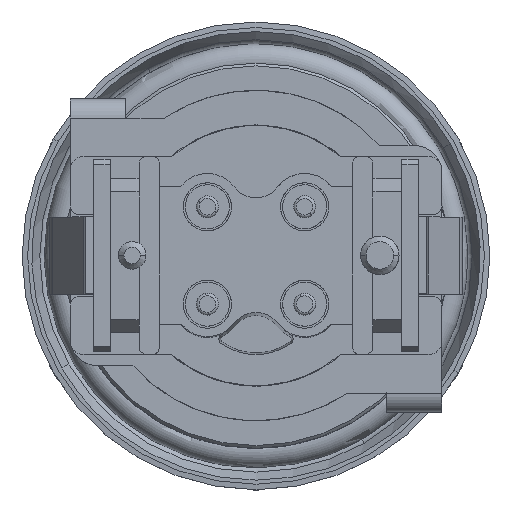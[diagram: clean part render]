
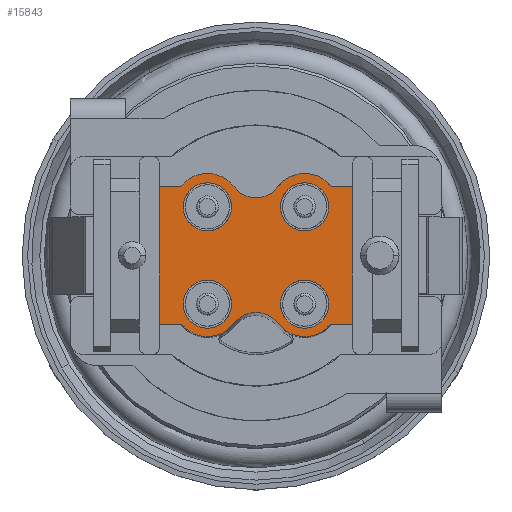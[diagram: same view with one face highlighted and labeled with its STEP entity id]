
A CAD part, top view. The second image highlights one B-rep face of the part: STEP entity #15843.
In plain terms, the highlighted planar face has unit normal (0, 0, 1).
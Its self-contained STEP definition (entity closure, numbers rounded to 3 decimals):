
#12355=AXIS2_PLACEMENT_3D('Circle Axis2P3D',#12353,#12354,$) ;
#14217=AXIS2_PLACEMENT_3D('Circle Axis2P3D',#14215,#14216,$) ;
#14249=AXIS2_PLACEMENT_3D('Circle Axis2P3D',#14247,#14248,$) ;
#14267=AXIS2_PLACEMENT_3D('Circle Axis2P3D',#14265,#14266,$) ;
#14299=AXIS2_PLACEMENT_3D('Circle Axis2P3D',#14297,#14298,$) ;
#14317=AXIS2_PLACEMENT_3D('Circle Axis2P3D',#14315,#14316,$) ;
#14349=AXIS2_PLACEMENT_3D('Circle Axis2P3D',#14347,#14348,$) ;
#14367=AXIS2_PLACEMENT_3D('Circle Axis2P3D',#14365,#14366,$) ;
#14399=AXIS2_PLACEMENT_3D('Circle Axis2P3D',#14397,#14398,$) ;
#15718=AXIS2_PLACEMENT_3D('Plane Axis2P3D',#15715,#15716,#15717) ;
#15738=AXIS2_PLACEMENT_3D('Circle Axis2P3D',#15736,#15737,$) ;
#15743=AXIS2_PLACEMENT_3D('Circle Axis2P3D',#15741,#15742,$) ;
#15787=AXIS2_PLACEMENT_3D('Circle Axis2P3D',#15785,#15786,$) ;
#12350=CARTESIAN_POINT('Vertex',(9.322,6.015,16.)) ;
#12353=CARTESIAN_POINT('Axis2P3D Location',(8.5,5.395,16.)) ;
#12357=CARTESIAN_POINT('Vertex',(7.678,6.015,16.)) ;
#14215=CARTESIAN_POINT('Axis2P3D Location',(6.732,10.263,16.)) ;
#14219=CARTESIAN_POINT('Vertex',(5.857,10.263,16.)) ;
#14221=CARTESIAN_POINT('Vertex',(7.607,10.263,16.)) ;
#14247=CARTESIAN_POINT('Axis2P3D Location',(6.732,10.263,16.)) ;
#14265=CARTESIAN_POINT('Axis2P3D Location',(6.732,6.727,16.)) ;
#14269=CARTESIAN_POINT('Vertex',(5.857,6.727,16.)) ;
#14271=CARTESIAN_POINT('Vertex',(7.607,6.727,16.)) ;
#14297=CARTESIAN_POINT('Axis2P3D Location',(6.732,6.727,16.)) ;
#14315=CARTESIAN_POINT('Axis2P3D Location',(10.268,10.263,16.)) ;
#14319=CARTESIAN_POINT('Vertex',(9.393,10.263,16.)) ;
#14321=CARTESIAN_POINT('Vertex',(11.143,10.263,16.)) ;
#14347=CARTESIAN_POINT('Axis2P3D Location',(10.268,10.263,16.)) ;
#14365=CARTESIAN_POINT('Axis2P3D Location',(10.268,6.727,16.)) ;
#14369=CARTESIAN_POINT('Vertex',(9.393,6.727,16.)) ;
#14371=CARTESIAN_POINT('Vertex',(11.143,6.727,16.)) ;
#14397=CARTESIAN_POINT('Axis2P3D Location',(10.268,6.727,16.)) ;
#15715=CARTESIAN_POINT('Axis2P3D Location',(10.125,8.495,16.)) ;
#15720=CARTESIAN_POINT('Line Origine',(5.,8.495,16.)) ;
#15724=CARTESIAN_POINT('Vertex',(5.,10.995,16.)) ;
#15726=CARTESIAN_POINT('Vertex',(5.,5.995,16.)) ;
#15729=CARTESIAN_POINT('Line Origine',(5.401,5.995,16.)) ;
#15733=CARTESIAN_POINT('Vertex',(5.802,5.995,16.)) ;
#15736=CARTESIAN_POINT('Axis2P3D Location',(6.732,6.727,16.)) ;
#15741=CARTESIAN_POINT('Axis2P3D Location',(10.268,6.727,16.)) ;
#15745=CARTESIAN_POINT('Vertex',(11.198,5.995,16.)) ;
#15748=CARTESIAN_POINT('Line Origine',(11.599,5.995,16.)) ;
#15752=CARTESIAN_POINT('Vertex',(12.,5.995,16.)) ;
#15755=CARTESIAN_POINT('Line Origine',(12.,8.495,16.)) ;
#15759=CARTESIAN_POINT('Vertex',(12.,10.995,16.)) ;
#15762=CARTESIAN_POINT('Line Origine',(11.618,10.995,16.)) ;
#15766=CARTESIAN_POINT('Vertex',(11.236,10.995,16.)) ;
#15770=CARTESIAN_POINT('Control Point',(11.236,10.995,16.)) ;
#15771=CARTESIAN_POINT('Control Point',(11.138,11.124,16.)) ;
#15772=CARTESIAN_POINT('Control Point',(11.019,11.237,16.)) ;
#15773=CARTESIAN_POINT('Control Point',(10.881,11.329,16.)) ;
#15774=CARTESIAN_POINT('Control Point',(10.582,11.463,16.)) ;
#15775=CARTESIAN_POINT('Control Point',(10.255,11.493,16.)) ;
#15776=CARTESIAN_POINT('Control Point',(10.09,11.48,16.)) ;
#15777=CARTESIAN_POINT('Control Point',(9.809,11.409,16.)) ;
#15778=CARTESIAN_POINT('Control Point',(9.561,11.261,16.)) ;
#15779=CARTESIAN_POINT('Control Point',(9.462,11.183,16.)) ;
#15780=CARTESIAN_POINT('Control Point',(9.374,11.093,16.)) ;
#15781=CARTESIAN_POINT('Control Point',(9.299,10.993,16.)) ;
#15782=CARTESIAN_POINT('Vertex',(9.299,10.993,16.)) ;
#15785=CARTESIAN_POINT('Axis2P3D Location',(8.5,11.595,16.)) ;
#15789=CARTESIAN_POINT('Vertex',(7.701,10.993,16.)) ;
#15793=CARTESIAN_POINT('Control Point',(7.701,10.993,16.)) ;
#15794=CARTESIAN_POINT('Control Point',(7.604,11.123,16.)) ;
#15795=CARTESIAN_POINT('Control Point',(7.485,11.236,16.)) ;
#15796=CARTESIAN_POINT('Control Point',(7.348,11.328,16.)) ;
#15797=CARTESIAN_POINT('Control Point',(7.049,11.462,16.)) ;
#15798=CARTESIAN_POINT('Control Point',(6.722,11.493,16.)) ;
#15799=CARTESIAN_POINT('Control Point',(6.557,11.48,16.)) ;
#15800=CARTESIAN_POINT('Control Point',(6.275,11.41,16.)) ;
#15801=CARTESIAN_POINT('Control Point',(6.027,11.262,16.)) ;
#15802=CARTESIAN_POINT('Control Point',(5.928,11.184,16.)) ;
#15803=CARTESIAN_POINT('Control Point',(5.84,11.095,16.)) ;
#15804=CARTESIAN_POINT('Control Point',(5.764,10.995,16.)) ;
#15805=CARTESIAN_POINT('Vertex',(5.764,10.995,16.)) ;
#15808=CARTESIAN_POINT('Line Origine',(5.382,10.995,16.)) ;
#12354=DIRECTION('Axis2P3D Direction',(0.,0.,1.)) ;
#14216=DIRECTION('Axis2P3D Direction',(0.,0.,-1.)) ;
#14248=DIRECTION('Axis2P3D Direction',(0.,0.,-1.)) ;
#14266=DIRECTION('Axis2P3D Direction',(0.,0.,-1.)) ;
#14298=DIRECTION('Axis2P3D Direction',(0.,0.,-1.)) ;
#14316=DIRECTION('Axis2P3D Direction',(0.,0.,-1.)) ;
#14348=DIRECTION('Axis2P3D Direction',(0.,0.,-1.)) ;
#14366=DIRECTION('Axis2P3D Direction',(0.,0.,-1.)) ;
#14398=DIRECTION('Axis2P3D Direction',(0.,0.,-1.)) ;
#15716=DIRECTION('Axis2P3D Direction',(0.,0.,-1.)) ;
#15717=DIRECTION('Axis2P3D XDirection',(0.,1.,0.)) ;
#15721=DIRECTION('Vector Direction',(0.,-1.,0.)) ;
#15730=DIRECTION('Vector Direction',(1.,0.,0.)) ;
#15737=DIRECTION('Axis2P3D Direction',(0.,0.,-1.)) ;
#15742=DIRECTION('Axis2P3D Direction',(0.,0.,-1.)) ;
#15749=DIRECTION('Vector Direction',(1.,0.,0.)) ;
#15756=DIRECTION('Vector Direction',(0.,-1.,0.)) ;
#15763=DIRECTION('Vector Direction',(-1.,0.,0.)) ;
#15786=DIRECTION('Axis2P3D Direction',(0.,0.,-1.)) ;
#15809=DIRECTION('Vector Direction',(-1.,0.,0.)) ;
#15722=VECTOR('Line Direction',#15721,1.) ;
#15731=VECTOR('Line Direction',#15730,1.) ;
#15750=VECTOR('Line Direction',#15749,1.) ;
#15757=VECTOR('Line Direction',#15756,1.) ;
#15764=VECTOR('Line Direction',#15763,1.) ;
#15810=VECTOR('Line Direction',#15809,1.) ;
#15814=ORIENTED_EDGE('',*,*,#15728,.T.) ;
#15815=ORIENTED_EDGE('',*,*,#15735,.T.) ;
#15816=ORIENTED_EDGE('',*,*,#15740,.T.) ;
#15817=ORIENTED_EDGE('',*,*,#12359,.T.) ;
#15818=ORIENTED_EDGE('',*,*,#15747,.T.) ;
#15819=ORIENTED_EDGE('',*,*,#15754,.T.) ;
#15820=ORIENTED_EDGE('',*,*,#15761,.F.) ;
#15821=ORIENTED_EDGE('',*,*,#15768,.T.) ;
#15822=ORIENTED_EDGE('',*,*,#15784,.T.) ;
#15823=ORIENTED_EDGE('',*,*,#15791,.T.) ;
#15824=ORIENTED_EDGE('',*,*,#15807,.T.) ;
#15825=ORIENTED_EDGE('',*,*,#15812,.T.) ;
#15828=ORIENTED_EDGE('',*,*,#14373,.T.) ;
#15829=ORIENTED_EDGE('',*,*,#14401,.T.) ;
#15832=ORIENTED_EDGE('',*,*,#14323,.T.) ;
#15833=ORIENTED_EDGE('',*,*,#14351,.T.) ;
#15836=ORIENTED_EDGE('',*,*,#14273,.T.) ;
#15837=ORIENTED_EDGE('',*,*,#14301,.T.) ;
#15840=ORIENTED_EDGE('',*,*,#14223,.T.) ;
#15841=ORIENTED_EDGE('',*,*,#14251,.T.) ;
#15830=FACE_BOUND('',#15827,.T.) ;
#15834=FACE_BOUND('',#15831,.T.) ;
#15838=FACE_BOUND('',#15835,.T.) ;
#15842=FACE_BOUND('',#15839,.T.) ;
#15843=ADVANCED_FACE('V1',(#15826,#15830,#15834,#15838,#15842),#15719,.F.) ;
#15769=B_SPLINE_CURVE_WITH_KNOTS('',5,(#15770,#15771,#15772,#15773,#15774,#15775,#15776,#15777,#15778,#15779,#15780,#15781),.UNSPECIFIED.,.F.,.U.,(6,3,3,6),(0.,1.145,2.29,3.172),.UNSPECIFIED.) ;
#15792=B_SPLINE_CURVE_WITH_KNOTS('',5,(#15793,#15794,#15795,#15796,#15797,#15798,#15799,#15800,#15801,#15802,#15803,#15804),.UNSPECIFIED.,.F.,.U.,(6,3,3,6),(0.,1.145,2.29,3.172),.UNSPECIFIED.) ;
#12356=CIRCLE('generated circle',#12355,1.03) ;
#14218=CIRCLE('generated circle',#14217,0.875) ;
#14250=CIRCLE('generated circle',#14249,0.875) ;
#14268=CIRCLE('generated circle',#14267,0.875) ;
#14300=CIRCLE('generated circle',#14299,0.875) ;
#14318=CIRCLE('generated circle',#14317,0.875) ;
#14350=CIRCLE('generated circle',#14349,0.875) ;
#14368=CIRCLE('generated circle',#14367,0.875) ;
#14400=CIRCLE('generated circle',#14399,0.875) ;
#15739=CIRCLE('generated circle',#15738,1.184) ;
#15744=CIRCLE('generated circle',#15743,1.184) ;
#15788=CIRCLE('generated circle',#15787,1.) ;
#12359=EDGE_CURVE('',#12358,#12351,#12356,.F.) ;
#14223=EDGE_CURVE('',#14220,#14222,#14218,.T.) ;
#14251=EDGE_CURVE('',#14222,#14220,#14250,.T.) ;
#14273=EDGE_CURVE('',#14270,#14272,#14268,.T.) ;
#14301=EDGE_CURVE('',#14272,#14270,#14300,.T.) ;
#14323=EDGE_CURVE('',#14320,#14322,#14318,.T.) ;
#14351=EDGE_CURVE('',#14322,#14320,#14350,.T.) ;
#14373=EDGE_CURVE('',#14370,#14372,#14368,.T.) ;
#14401=EDGE_CURVE('',#14372,#14370,#14400,.T.) ;
#15728=EDGE_CURVE('',#15725,#15727,#15723,.T.) ;
#15735=EDGE_CURVE('',#15727,#15734,#15732,.T.) ;
#15740=EDGE_CURVE('',#15734,#12358,#15739,.F.) ;
#15747=EDGE_CURVE('',#12351,#15746,#15744,.F.) ;
#15754=EDGE_CURVE('',#15746,#15753,#15751,.T.) ;
#15761=EDGE_CURVE('',#15760,#15753,#15758,.T.) ;
#15768=EDGE_CURVE('',#15760,#15767,#15765,.T.) ;
#15784=EDGE_CURVE('',#15767,#15783,#15769,.T.) ;
#15791=EDGE_CURVE('',#15783,#15790,#15788,.T.) ;
#15807=EDGE_CURVE('',#15790,#15806,#15792,.T.) ;
#15812=EDGE_CURVE('',#15806,#15725,#15811,.T.) ;
#15813=EDGE_LOOP('',(#15814,#15815,#15816,#15817,#15818,#15819,#15820,#15821,#15822,#15823,#15824,#15825)) ;
#15827=EDGE_LOOP('',(#15828,#15829)) ;
#15831=EDGE_LOOP('',(#15832,#15833)) ;
#15835=EDGE_LOOP('',(#15836,#15837)) ;
#15839=EDGE_LOOP('',(#15840,#15841)) ;
#15826=FACE_OUTER_BOUND('',#15813,.T.) ;
#15723=LINE('Line',#15720,#15722) ;
#15732=LINE('Line',#15729,#15731) ;
#15751=LINE('Line',#15748,#15750) ;
#15758=LINE('Line',#15755,#15757) ;
#15765=LINE('Line',#15762,#15764) ;
#15811=LINE('Line',#15808,#15810) ;
#15719=PLANE('',#15718) ;
#12351=VERTEX_POINT('',#12350) ;
#12358=VERTEX_POINT('',#12357) ;
#14220=VERTEX_POINT('',#14219) ;
#14222=VERTEX_POINT('',#14221) ;
#14270=VERTEX_POINT('',#14269) ;
#14272=VERTEX_POINT('',#14271) ;
#14320=VERTEX_POINT('',#14319) ;
#14322=VERTEX_POINT('',#14321) ;
#14370=VERTEX_POINT('',#14369) ;
#14372=VERTEX_POINT('',#14371) ;
#15725=VERTEX_POINT('',#15724) ;
#15727=VERTEX_POINT('',#15726) ;
#15734=VERTEX_POINT('',#15733) ;
#15746=VERTEX_POINT('',#15745) ;
#15753=VERTEX_POINT('',#15752) ;
#15760=VERTEX_POINT('',#15759) ;
#15767=VERTEX_POINT('',#15766) ;
#15783=VERTEX_POINT('',#15782) ;
#15790=VERTEX_POINT('',#15789) ;
#15806=VERTEX_POINT('',#15805) ;
